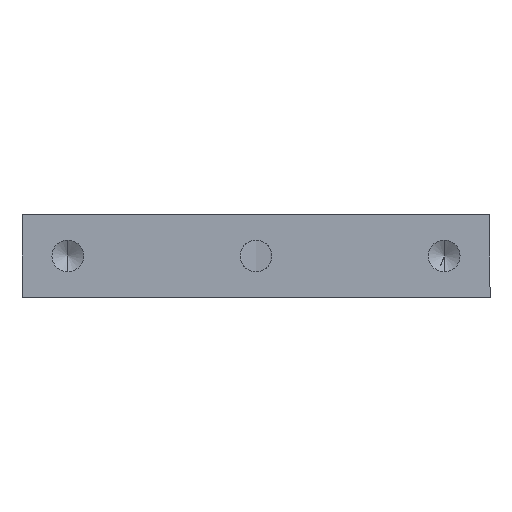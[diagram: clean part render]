
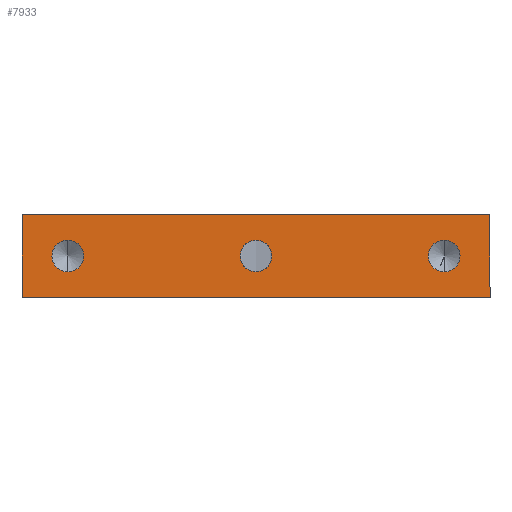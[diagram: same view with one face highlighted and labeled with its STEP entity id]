
A CAD part, front view. The second image highlights one B-rep face of the part: STEP entity #7933.
In plain terms, the highlighted planar face has unit normal (0, -1, 0).
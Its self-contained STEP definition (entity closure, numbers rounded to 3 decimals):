
#137 = ORIENTED_EDGE ( 'NONE', *, *, #5257, .F. ) ;
#159 = CARTESIAN_POINT ( 'NONE',  ( 3.25, -18.4, -18.4 ) ) ;
#170 = ORIENTED_EDGE ( 'NONE', *, *, #1407, .F. ) ;
#294 = AXIS2_PLACEMENT_3D ( 'NONE', #159, #4998, #11874 ) ;
#436 = CIRCLE ( 'NONE', #9337, 1.25 ) ;
#650 = VERTEX_POINT ( 'NONE', #6032 ) ;
#787 = LINE ( 'NONE', #1134, #8706 ) ;
#905 = VECTOR ( 'NONE', #12149, 1000. ) ;
#927 = CARTESIAN_POINT ( 'NONE',  ( 18.05, -18.4, -18.4 ) ) ;
#975 = CIRCLE ( 'NONE', #3918, 1.25 ) ;
#1100 = AXIS2_PLACEMENT_3D ( 'NONE', #8884, #9052, #11951 ) ;
#1134 = CARTESIAN_POINT ( 'NONE',  ( -15.15, -18.4, -21.65 ) ) ;
#1400 = CARTESIAN_POINT ( 'NONE',  ( -11.55, -18.4, -17.15 ) ) ;
#1407 = EDGE_CURVE ( 'NONE', #3160, #11322, #6039, .T. ) ;
#1590 = ORIENTED_EDGE ( 'NONE', *, *, #11841, .T. ) ;
#1612 = DIRECTION ( 'NONE',  ( 0., 0., -1. ) ) ;
#1635 = ORIENTED_EDGE ( 'NONE', *, *, #10695, .F. ) ;
#1732 = EDGE_CURVE ( 'NONE', #9656, #2974, #436, .T. ) ;
#2166 = LINE ( 'NONE', #12510, #9931 ) ;
#2194 = CARTESIAN_POINT ( 'NONE',  ( 18.05, -18.4, -19.65 ) ) ;
#2243 = CARTESIAN_POINT ( 'NONE',  ( -15.15, -18.4, -15.15 ) ) ;
#2342 = AXIS2_PLACEMENT_3D ( 'NONE', #9660, #10633, #4667 ) ;
#2408 = ORIENTED_EDGE ( 'NONE', *, *, #1732, .F. ) ;
#2974 = VERTEX_POINT ( 'NONE', #8541 ) ;
#3150 = DIRECTION ( 'NONE',  ( -1., 0., 0. ) ) ;
#3160 = VERTEX_POINT ( 'NONE', #8184 ) ;
#3279 = FACE_OUTER_BOUND ( 'NONE', #5339, .T. ) ;
#3420 = CARTESIAN_POINT ( 'NONE',  ( 3.25, -18.4, -17.15 ) ) ;
#3563 = CIRCLE ( 'NONE', #8508, 1.25 ) ;
#3796 = VERTEX_POINT ( 'NONE', #6922 ) ;
#3834 = DIRECTION ( 'NONE',  ( 0., 0., 1. ) ) ;
#3918 = AXIS2_PLACEMENT_3D ( 'NONE', #927, #8781, #12753 ) ;
#4051 = PLANE ( 'NONE',  #9673 ) ;
#4667 = DIRECTION ( 'NONE',  ( 0., 0., 1. ) ) ;
#4998 = DIRECTION ( 'NONE',  ( 0., -1., 0. ) ) ;
#5257 = EDGE_CURVE ( 'NONE', #3796, #11129, #8745, .T. ) ;
#5339 = EDGE_LOOP ( 'NONE', ( #10545, #170, #11779, #1590 ) ) ;
#5680 = VERTEX_POINT ( 'NONE', #7078 ) ;
#5921 = FACE_BOUND ( 'NONE', #7488, .T. ) ;
#6016 = ORIENTED_EDGE ( 'NONE', *, *, #8268, .F. ) ;
#6032 = CARTESIAN_POINT ( 'NONE',  ( -15.15, -18.4, -15.15 ) ) ;
#6039 = LINE ( 'NONE', #7235, #905 ) ;
#6795 = CARTESIAN_POINT ( 'NONE',  ( 21.65, -18.4, -21.65 ) ) ;
#6819 = EDGE_CURVE ( 'NONE', #2974, #9656, #11048, .T. ) ;
#6922 = CARTESIAN_POINT ( 'NONE',  ( 18.05, -18.4, -17.15 ) ) ;
#7078 = CARTESIAN_POINT ( 'NONE',  ( 3.25, -18.4, -19.65 ) ) ;
#7212 = EDGE_LOOP ( 'NONE', ( #1635, #6016 ) ) ;
#7235 = CARTESIAN_POINT ( 'NONE',  ( 21.65, -18.4, -15.15 ) ) ;
#7282 = EDGE_CURVE ( 'NONE', #11129, #3796, #975, .T. ) ;
#7488 = EDGE_LOOP ( 'NONE', ( #2408, #12747 ) ) ;
#7933 = ADVANCED_FACE ( 'NONE', ( #8719, #12436, #5921, #3279 ), #4051, .F. ) ;
#8184 = CARTESIAN_POINT ( 'NONE',  ( 21.65, -18.4, -15.15 ) ) ;
#8268 = EDGE_CURVE ( 'NONE', #5680, #12681, #3563, .T. ) ;
#8508 = AXIS2_PLACEMENT_3D ( 'NONE', #12756, #9666, #3834 ) ;
#8541 = CARTESIAN_POINT ( 'NONE',  ( -11.55, -18.4, -19.65 ) ) ;
#8570 = EDGE_CURVE ( 'NONE', #9683, #11322, #787, .T. ) ;
#8580 = ORIENTED_EDGE ( 'NONE', *, *, #7282, .F. ) ;
#8706 = VECTOR ( 'NONE', #10116, 1000. ) ;
#8719 = FACE_BOUND ( 'NONE', #7212, .T. ) ;
#8726 = EDGE_LOOP ( 'NONE', ( #137, #8580 ) ) ;
#8745 = CIRCLE ( 'NONE', #2342, 1.25 ) ;
#8781 = DIRECTION ( 'NONE',  ( 0., -1., 0. ) ) ;
#8884 = CARTESIAN_POINT ( 'NONE',  ( -11.55, -18.4, -18.4 ) ) ;
#9052 = DIRECTION ( 'NONE',  ( 0., -1., 0. ) ) ;
#9217 = EDGE_CURVE ( 'NONE', #650, #3160, #2166, .T. ) ;
#9317 = CARTESIAN_POINT ( 'NONE',  ( -15.15, -18.4, -21.65 ) ) ;
#9337 = AXIS2_PLACEMENT_3D ( 'NONE', #9730, #9775, #10755 ) ;
#9656 = VERTEX_POINT ( 'NONE', #1400 ) ;
#9660 = CARTESIAN_POINT ( 'NONE',  ( 18.05, -18.4, -18.4 ) ) ;
#9666 = DIRECTION ( 'NONE',  ( 0., -1., 0. ) ) ;
#9673 = AXIS2_PLACEMENT_3D ( 'NONE', #2243, #12084, #3150 ) ;
#9683 = VERTEX_POINT ( 'NONE', #9317 ) ;
#9730 = CARTESIAN_POINT ( 'NONE',  ( -11.55, -18.4, -18.4 ) ) ;
#9775 = DIRECTION ( 'NONE',  ( 0., -1., 0. ) ) ;
#9931 = VECTOR ( 'NONE', #11604, 1000. ) ;
#10040 = LINE ( 'NONE', #10458, #10959 ) ;
#10116 = DIRECTION ( 'NONE',  ( 1., 0., 0. ) ) ;
#10458 = CARTESIAN_POINT ( 'NONE',  ( -15.15, -18.4, -15.15 ) ) ;
#10509 = CIRCLE ( 'NONE', #294, 1.25 ) ;
#10545 = ORIENTED_EDGE ( 'NONE', *, *, #8570, .T. ) ;
#10633 = DIRECTION ( 'NONE',  ( 0., -1., 0. ) ) ;
#10695 = EDGE_CURVE ( 'NONE', #12681, #5680, #10509, .T. ) ;
#10755 = DIRECTION ( 'NONE',  ( 0., 0., 1. ) ) ;
#10959 = VECTOR ( 'NONE', #1612, 1000. ) ;
#11048 = CIRCLE ( 'NONE', #1100, 1.25 ) ;
#11129 = VERTEX_POINT ( 'NONE', #2194 ) ;
#11322 = VERTEX_POINT ( 'NONE', #6795 ) ;
#11604 = DIRECTION ( 'NONE',  ( 1., 0., 0. ) ) ;
#11779 = ORIENTED_EDGE ( 'NONE', *, *, #9217, .F. ) ;
#11841 = EDGE_CURVE ( 'NONE', #650, #9683, #10040, .T. ) ;
#11874 = DIRECTION ( 'NONE',  ( 0., 0., 1. ) ) ;
#11951 = DIRECTION ( 'NONE',  ( 0., 0., 1. ) ) ;
#12084 = DIRECTION ( 'NONE',  ( 0., 1., 0. ) ) ;
#12149 = DIRECTION ( 'NONE',  ( 0., 0., -1. ) ) ;
#12436 = FACE_BOUND ( 'NONE', #8726, .T. ) ;
#12510 = CARTESIAN_POINT ( 'NONE',  ( -15.15, -18.4, -15.15 ) ) ;
#12681 = VERTEX_POINT ( 'NONE', #3420 ) ;
#12747 = ORIENTED_EDGE ( 'NONE', *, *, #6819, .F. ) ;
#12753 = DIRECTION ( 'NONE',  ( 0., 0., 1. ) ) ;
#12756 = CARTESIAN_POINT ( 'NONE',  ( 3.25, -18.4, -18.4 ) ) ;
